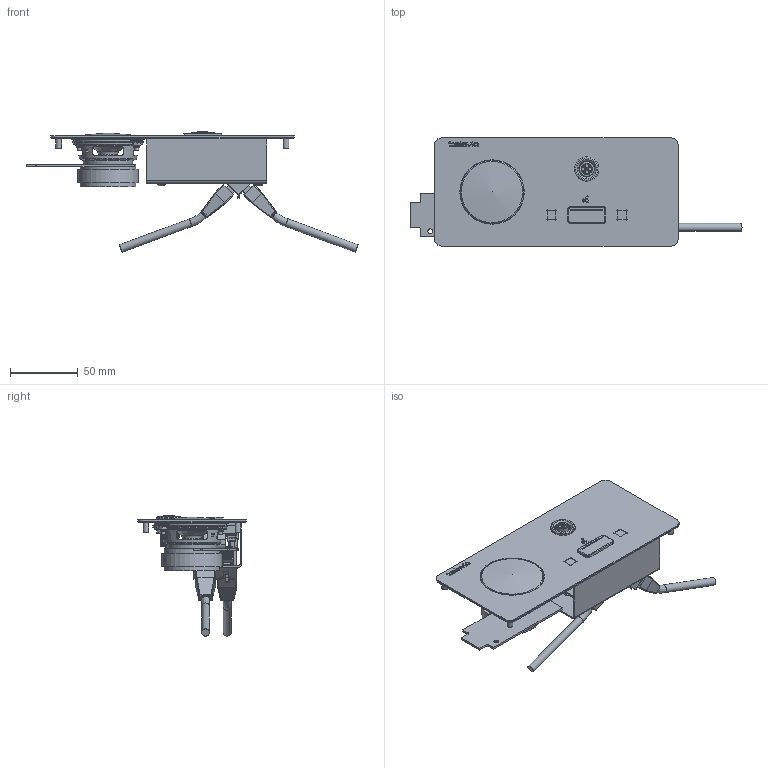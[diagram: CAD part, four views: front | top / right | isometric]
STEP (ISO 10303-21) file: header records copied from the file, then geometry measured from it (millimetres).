
FILE_DESCRIPTION(/* description */ (''),/* implementation_level */ '2;1');
FILE_NAME(/* name */ '015112_0.03.stp',/* time_stamp */ '2026-03-16T08:38:36+00:00',/* author */ (''),/* organization */ (''),/* preprocessor_version */ 'ST-DEVELOPER v18.1',/* originating_system */ 'SIEMENS PLM Software NX 2000',/* authorisation */ '');
FILE_SCHEMA (('AUTOMOTIVE_DESIGN { 1 0 10303 214 3 1 1 1 }'));
Products named in the file (41): 3500015_VC-3500015; 3500017_VC-3500017; 3100110_VC-3100110; 310110_VC-310110; 000080_0.04-05.35.9001; 000078_0.04-05.35.9001; 000081_0.04-05.35.9001; 027087_0.02-13.99.9070; 3900011_VC-26.95.0014; 000076_0.02-13.99.0506; 000084_0.04-05.35.9001; 000083_0.04-05.35.9001; 000187_0.01-13.16.8248; 000186_0.01-13.16.8247; 001076_0.01-09.02.8210; 001077_0.02-13.16.8230; 002310_0.01-05.71.0229; 000966_0.01-05.19.2102; 001345_0.01-09.81.0006; 027086_0.01-13.83.9072; 2900074_VC-26.71.3212; 3700017_VC-26.97.0308; 000165_0.01-13.84.8230; 000142_0.01-12.01.1105; 001342_0.01-13.59.8202_MODEL; 001090_0.01-13.16.8240_MODEL; 015114_0.01-13.84.9311; 000969_0.03-000969; 1300003_VC-26.92.0003; 4000088_VC-26.71.3210; 2600030_VC-26.27.1310; 002311_0.01-05.71.0112; 2900070_VC-26.71.3111; 3800003_VC-26.96.3300; 027085_0.01-13.83.9070_MODEL; 028563_0.01-13.27.9070_MODELNX-ARRAGMNTmaster; 000079_0.04-05.35.9001_MODEL; 000164_0.05-05.35.9001_MODEL; 001075_0.01-13.16.8241_MODEL; 001357_0.01-71.81.0006_MODEL ...
Assembly tree (60 placements, depth 4):
  015112_0.03-71.98.0313
    3800003_VC-26.96.3300  x4
    2900070_VC-26.71.3111  x3
    002311_0.01-05.71.0112
    2600030_VC-26.27.1310  x3
    4000088_VC-26.71.3210
    1300003_VC-26.92.0003  x3
    000969_0.03-000969  x2
    015114_0.01-13.84.9311
    001357_0.01-71.81.0006_MODEL
      001345_0.01-09.81.0006
      000966_0.01-05.19.2102  x2
      002310_0.01-05.71.0229
    001090_0.01-13.16.8240_MODEL
    001342_0.01-13.59.8202_MODEL
    001075_0.01-13.16.8241_MODEL
      001077_0.02-13.16.8230
      001076_0.01-09.02.8210
    000142_0.01-12.01.1105
    000165_0.01-13.84.8230
    000164_0.05-05.35.9001_MODEL
      000079_0.04-05.35.9001_MODEL
        000081_0.04-05.35.9001
        000078_0.04-05.35.9001
        000080_0.04-05.35.9001
      000186_0.01-13.16.8247
      000187_0.01-13.16.8248
      000083_0.04-05.35.9001
      000084_0.04-05.35.9001
      000076_0.02-13.99.0506
      3900011_VC-26.95.0014
    3700017_VC-26.97.0308  x2
    2900074_VC-26.71.3212  x2
    028563_0.01-13.27.9070_MODELNX-ARRAGMNTmaster
      027086_0.01-13.83.9072
      027085_0.01-13.83.9070_MODEL
        310110_VC-310110  x4
        3100110_VC-3100110  x2
        3500017_VC-3500017  x2
        3500015_VC-3500015  x2
      027087_0.02-13.99.9070
    027086_0.01-13.83.9072
Bounding box: 245.48 x 80 x 88.99 mm (x, y, z)
Volume: 134559.6 mm3; surface area: 219513.9 mm2
Topology: 107 solids, 107 shells, 4299 faces, 11097 edges, 7013 vertices
Faces by surface type: plane 2369, cylinder 1095, cone 324, bspline 283, torus 119, extrusion 60, sphere 47, revolution 2
Full cylindrical faces by diameter (mm): 0.454 x2, 1.4 x10, 1.8 x2, 2 x5, 2.347 x1, 2.4 x1, 2.439 x6, 2.459 x10, 2.5 x6, 2.587 x3, 2.8 x1, 2.874 x3, 3 x9, 3.2 x6, 3.3 x4, 3.35 x4, 3.5 x18, 3.7 x6, 4.2 x8, 4.25 x6, 4.6 x4, 4.709 x3, 5.5 x4, 5.7 x3, 5.8 x2, 6 x2, 9 x2, 9.6 x1, 9.7 x1, 10.4 x1
Entity records: 120553 total; most frequent: CARTESIAN_POINT 43932, ORIENTED_EDGE 15346, DIRECTION 14511, EDGE_CURVE 7673, VERTEX_POINT 4980, AXIS2_PLACEMENT_3D 4877, VECTOR 4756, LINE 4712
